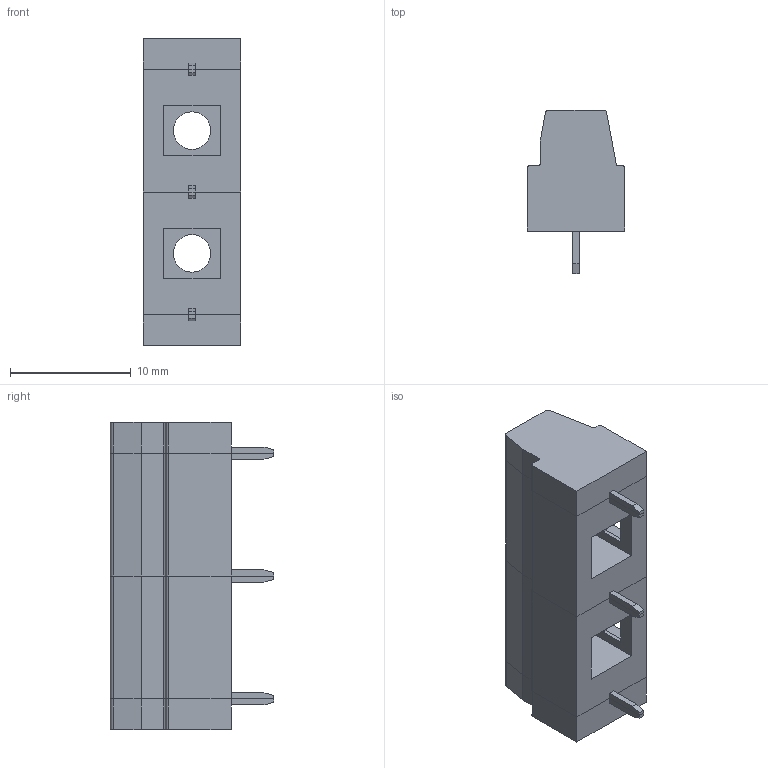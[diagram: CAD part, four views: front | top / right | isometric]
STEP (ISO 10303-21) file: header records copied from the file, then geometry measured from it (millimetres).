
FILE_DESCRIPTION( ( 'Unknown' ), '1' );
FILE_NAME( '691241610003.stp', 'Unknown', ( 'Unknown' ), ( 'Unknown' ), 'PSStep 18.0.17', 'Unknown', ' ' );
FILE_SCHEMA( ( 'AUTOMOTIVE_DESIGN { 1 0 10303 214 1 1 1 1 }' ) );
Length unit declared in the file: millimetre
Products named in the file (4): Assem1; CIA10.16_SX; CIA10.16_CNT; CIA10.16_DX
Assembly tree (4 placements, depth 2):
  Assem1
    CIA10.16_SX
    CIA10.16_CNT  x2
    CIA10.16_DX
Bounding box: 8.1 x 13.5 x 25.4 mm (x, y, z)
Volume: 1232.4 mm3; surface area: 1905.6 mm2
Topology: 4 solids, 4 shells, 276 faces, 774 edges, 510 vertices
Faces by surface type: plane 236, cylinder 40
Full cylindrical faces by diameter (mm): 3.1 x2, 3.8 x2
Entity records: 7396 total; most frequent: CARTESIAN_POINT 1043, ORIENTED_EDGE 1028, DIRECTION 956, EDGE_CURVE 514, LINE 450, VECTOR 450, VERTEX_POINT 340, AXIS2_PLACEMENT_3D 253
